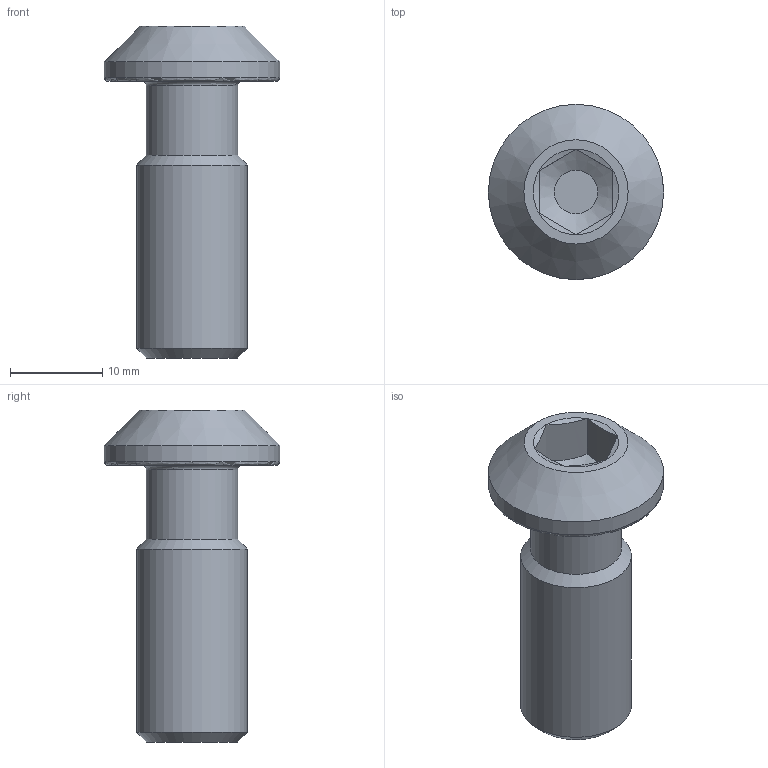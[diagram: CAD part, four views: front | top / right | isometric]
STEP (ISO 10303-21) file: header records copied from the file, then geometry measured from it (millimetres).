
FILE_DESCRIPTION(('STEP AP203'),'1');
FILE_NAME('FIXE10B1448.stp','2023-10-18T06:45:37',(' '),(' '),'Spatial InterOp 3D',' ',' ');
FILE_SCHEMA(('CONFIG_CONTROL_DESIGN'));
Length unit declared in the file: millimetre
Products named in the file (1): Vis S12x30 hexagonale P10
Bounding box: 19 x 19 x 36 mm (x, y, z)
Volume: 4069.9 mm3; surface area: 1993.9 mm2
Topology: 1 solids, 1 shells, 20 faces, 47 edges, 31 vertices
Faces by surface type: plane 10, cone 5, cylinder 3, torus 2
Full cylindrical faces by diameter (mm): 9.9 x1, 12 x1, 19 x1
Entity records: 772 total; most frequent: CARTESIAN_POINT 241, DIRECTION 68, ORIENTED_EDGE 64, EDGE_LOOP 32, EDGE_CURVE 32, AXIS2_PLACEMENT_3D 31, VERTEX_POINT 26, FACE_OUTER_BOUND 25
